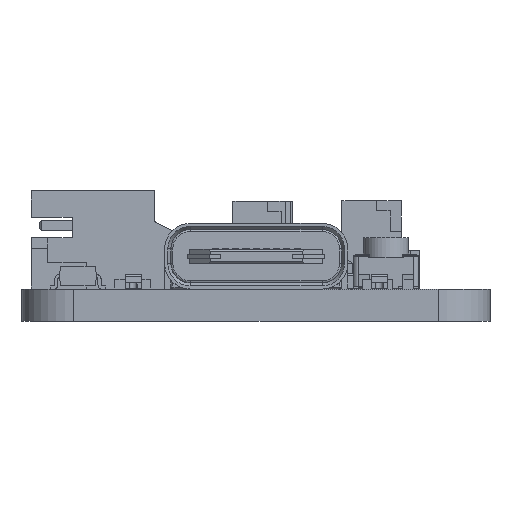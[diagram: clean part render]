
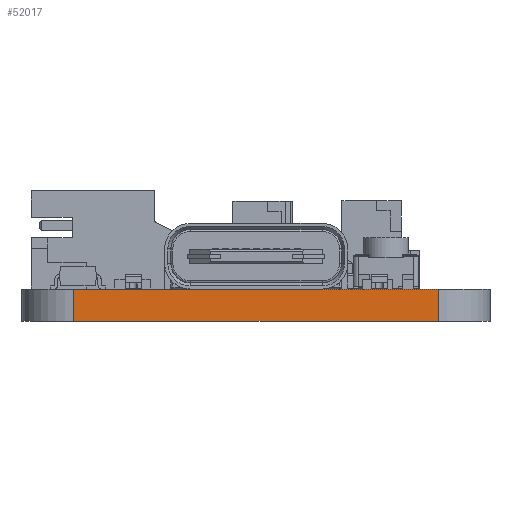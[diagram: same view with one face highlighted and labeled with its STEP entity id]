
A CAD part, left-side view. The second image highlights one B-rep face of the part: STEP entity #52017.
In plain terms, the highlighted planar face has unit normal (-1, 0, 0).
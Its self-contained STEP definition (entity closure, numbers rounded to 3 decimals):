
#3021=FACE_OUTER_BOUND('',#5874,.T.);
#5874=EDGE_LOOP('',(#34513,#34514,#34515,#34516));
#9186=LINE('',#75003,#15376);
#9187=LINE('',#75005,#15377);
#9188=LINE('',#75007,#15378);
#9189=LINE('',#75008,#15379);
#15376=VECTOR('',#60603,10.);
#15377=VECTOR('',#60604,10.);
#15378=VECTOR('',#60605,10.);
#15379=VECTOR('',#60606,10.);
#21749=VERTEX_POINT('',#75001);
#21750=VERTEX_POINT('',#75002);
#21751=VERTEX_POINT('',#75004);
#21752=VERTEX_POINT('',#75006);
#26838=EDGE_CURVE('',#21749,#21750,#9186,.T.);
#26839=EDGE_CURVE('',#21750,#21751,#9187,.T.);
#26840=EDGE_CURVE('',#21752,#21751,#9188,.T.);
#26841=EDGE_CURVE('',#21749,#21752,#9189,.T.);
#34513=ORIENTED_EDGE('',*,*,#26838,.T.);
#34514=ORIENTED_EDGE('',*,*,#26839,.T.);
#34515=ORIENTED_EDGE('',*,*,#26840,.F.);
#34516=ORIENTED_EDGE('',*,*,#26841,.F.);
#48677=PLANE('',#55606);
#52017=ADVANCED_FACE('',(#3021),#48677,.T.);
#55606=AXIS2_PLACEMENT_3D('',#75000,#60601,#60602);
#60601=DIRECTION('center_axis',(-1.,0.,0.));
#60602=DIRECTION('ref_axis',(0.,-1.,0.));
#60603=DIRECTION('',(0.,-1.,0.));
#60604=DIRECTION('',(0.,0.,1.));
#60605=DIRECTION('',(0.,-1.,0.));
#60606=DIRECTION('',(0.,0.,1.));
#75000=CARTESIAN_POINT('Origin',(0.,20.32,0.));
#75001=CARTESIAN_POINT('',(0.,20.32,0.));
#75002=CARTESIAN_POINT('',(0.,2.54,0.));
#75003=CARTESIAN_POINT('',(0.,20.32,0.));
#75004=CARTESIAN_POINT('',(0.,2.54,1.57));
#75005=CARTESIAN_POINT('',(0.,2.54,0.));
#75006=CARTESIAN_POINT('',(0.,20.32,1.57));
#75007=CARTESIAN_POINT('',(0.,20.32,1.57));
#75008=CARTESIAN_POINT('',(0.,20.32,0.));
